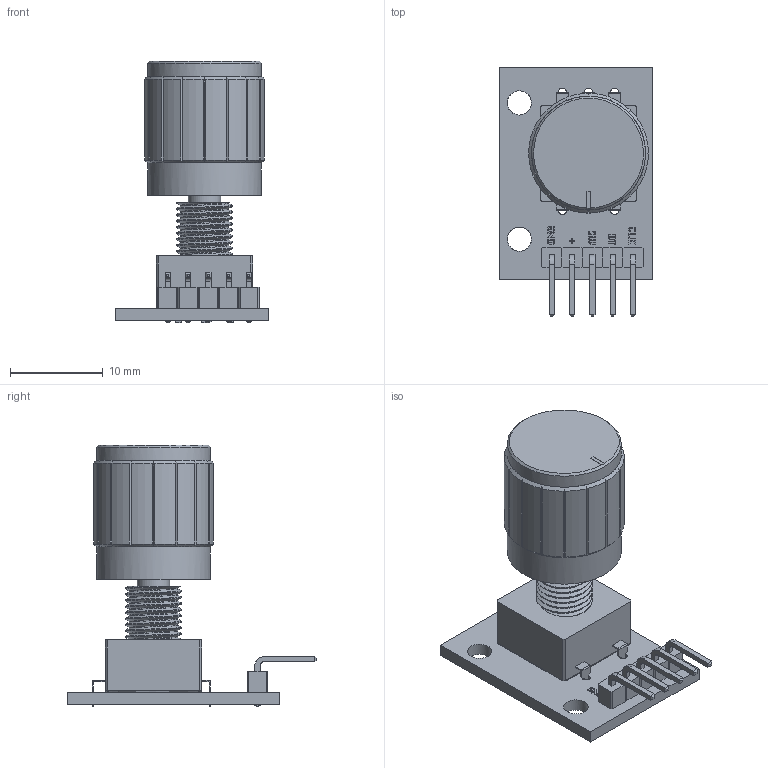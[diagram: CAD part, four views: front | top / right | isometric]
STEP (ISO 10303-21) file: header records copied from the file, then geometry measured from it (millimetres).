
FILE_DESCRIPTION(('FreeCAD Model'),'2;1');
FILE_NAME('Open CASCADE Shape Model','2025-04-17T16:32:45',('FreeCAD'),( 'FreeCAD'),'Open CASCADE STEP processor 7.6','FreeCAD','Unknown');
FILE_SCHEMA(('AUTOMOTIVE_DESIGN { 1 0 10303 214 1 1 1 1 }'));
Length unit declared in the file: millimetre
Products named in the file (1): Open CASCADE STEP translator 7.6 1
Bounding box: 16.54 x 26.76 x 28.19 mm (x, y, z)
Volume: 2933.9 mm3; surface area: 3267.5 mm2
Topology: 20 solids, 20 shells, 534 faces, 1380 edges, 904 vertices
Faces by surface type: bspline 534
Entity records: 17637 total; most frequent: CARTESIAN_POINT 9166, ORIENTED_EDGE 2760, EDGE_CURVE 1380, B_SPLINE_CURVE_WITH_KNOTS 1192, VERTEX_POINT 904, FACE_BOUND 588, EDGE_LOOP 588, ADVANCED_FACE 534
